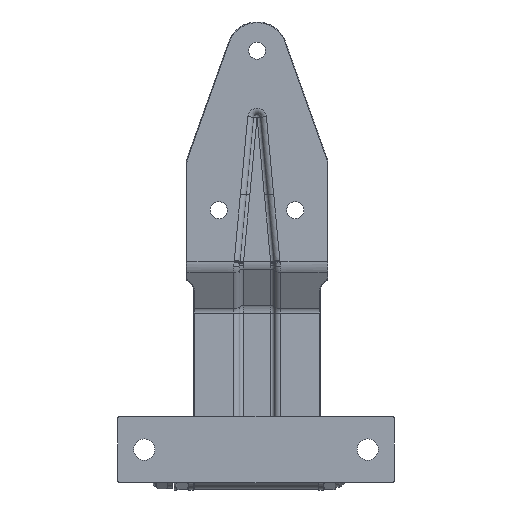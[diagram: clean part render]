
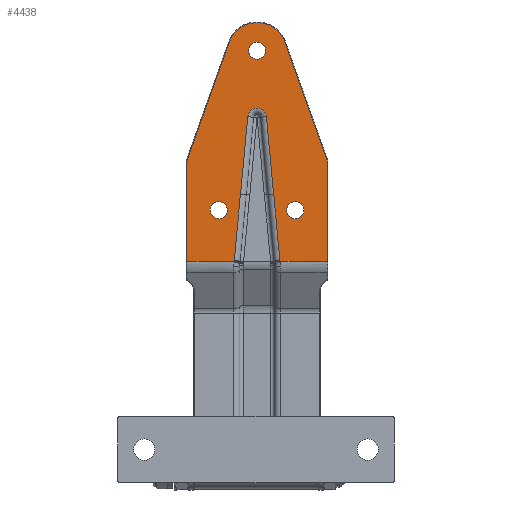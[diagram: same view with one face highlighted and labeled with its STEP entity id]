
A CAD part, front view. The second image highlights one B-rep face of the part: STEP entity #4438.
In plain terms, the highlighted face is planar.
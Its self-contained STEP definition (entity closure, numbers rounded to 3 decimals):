
#108=FACE_BOUND('',#933,.T.);
#109=FACE_BOUND('',#934,.T.);
#110=FACE_BOUND('',#935,.T.);
#155=PLANE('',#4945);
#644=FACE_OUTER_BOUND('',#932,.T.);
#932=EDGE_LOOP('',(#3723,#3724,#3725,#3726,#3727,#3728,#3729,#3730,#3731,
#3732,#3733,#3734,#3735,#3736,#3737,#3738,#3739,#3740,#3741,#3742));
#933=EDGE_LOOP('',(#3743));
#934=EDGE_LOOP('',(#3744));
#935=EDGE_LOOP('',(#3745));
#1137=LINE('',#8156,#1341);
#1155=LINE('',#8664,#1359);
#1159=LINE('',#8797,#1363);
#1161=LINE('',#8801,#1365);
#1162=LINE('',#8803,#1366);
#1163=LINE('',#8818,#1367);
#1174=LINE('',#8852,#1378);
#1175=LINE('',#8856,#1379);
#1176=LINE('',#8860,#1380);
#1177=LINE('',#8864,#1381);
#1178=LINE('',#8867,#1382);
#1179=LINE('',#8869,#1383);
#1180=LINE('',#8873,#1384);
#1181=LINE('',#8874,#1385);
#1341=VECTOR('',#5837,31.052);
#1359=VECTOR('',#6005,0.228);
#1363=VECTOR('',#6039,0.228);
#1365=VECTOR('',#6045,22.188);
#1366=VECTOR('',#6048,22.188);
#1367=VECTOR('',#6065,31.052);
#1378=VECTOR('',#6100,46.547);
#1379=VECTOR('',#6105,46.547);
#1380=VECTOR('',#6108,57.936);
#1381=VECTOR('',#6111,57.936);
#1382=VECTOR('',#6114,0.069);
#1383=VECTOR('',#6115,36.851);
#1384=VECTOR('',#6118,36.851);
#1385=VECTOR('',#6119,0.069);
#1492=CIRCLE('',#4667,4.);
#1639=CIRCLE('',#4901,5.127);
#1642=CIRCLE('',#4904,5.127);
#1655=CIRCLE('',#4926,4.);
#1657=CIRCLE('',#4929,4.);
#1664=CIRCLE('',#4946,5.7);
#1665=CIRCLE('',#4947,13.95);
#1666=CIRCLE('',#4948,5.7);
#1667=CIRCLE('',#4949,4.4);
#1810=VERTEX_POINT('',#7123);
#1922=VERTEX_POINT('',#8150);
#1924=VERTEX_POINT('',#8154);
#1937=VERTEX_POINT('',#8242);
#1940=VERTEX_POINT('',#8250);
#1970=VERTEX_POINT('',#8614);
#1971=VERTEX_POINT('',#8616);
#1972=VERTEX_POINT('',#8639);
#1973=VERTEX_POINT('',#8662);
#1979=VERTEX_POINT('',#8774);
#1981=VERTEX_POINT('',#8807);
#1983=VERTEX_POINT('',#8812);
#1984=VERTEX_POINT('',#8815);
#1996=VERTEX_POINT('',#8851);
#1997=VERTEX_POINT('',#8855);
#1998=VERTEX_POINT('',#8857);
#1999=VERTEX_POINT('',#8859);
#2000=VERTEX_POINT('',#8861);
#2001=VERTEX_POINT('',#8863);
#2002=VERTEX_POINT('',#8866);
#2003=VERTEX_POINT('',#8868);
#2004=VERTEX_POINT('',#8870);
#2005=VERTEX_POINT('',#8872);
#2302=EDGE_CURVE('',#1810,#1810,#1492,.T.);
#2489=EDGE_CURVE('',#1924,#1922,#1137,.T.);
#2566=EDGE_CURVE('',#1970,#1971,#1639,.T.);
#2569=EDGE_CURVE('',#1972,#1924,#1642,.T.);
#2571=EDGE_CURVE('',#1973,#1972,#1155,.T.);
#2587=EDGE_CURVE('',#1971,#1979,#1159,.T.);
#2589=EDGE_CURVE('',#1979,#1940,#1161,.T.);
#2590=EDGE_CURVE('',#1937,#1973,#1162,.T.);
#2592=EDGE_CURVE('',#1981,#1981,#1655,.T.);
#2594=EDGE_CURVE('',#1983,#1983,#1657,.T.);
#2596=EDGE_CURVE('',#1984,#1970,#1163,.T.);
#2613=EDGE_CURVE('',#1940,#1996,#1174,.T.);
#2615=EDGE_CURVE('',#1997,#1937,#1175,.T.);
#2616=EDGE_CURVE('',#1998,#1997,#1664,.T.);
#2617=EDGE_CURVE('',#1999,#1998,#1176,.T.);
#2618=EDGE_CURVE('',#2000,#1999,#1665,.T.);
#2619=EDGE_CURVE('',#2001,#2000,#1177,.T.);
#2620=EDGE_CURVE('',#1996,#2001,#1666,.T.);
#2621=EDGE_CURVE('',#1984,#2002,#1178,.T.);
#2622=EDGE_CURVE('',#2003,#2002,#1179,.T.);
#2623=EDGE_CURVE('',#2004,#2003,#1667,.T.);
#2624=EDGE_CURVE('',#2005,#2004,#1180,.T.);
#2625=EDGE_CURVE('',#2005,#1922,#1181,.T.);
#3723=ORIENTED_EDGE('',*,*,#2615,.F.);
#3724=ORIENTED_EDGE('',*,*,#2616,.F.);
#3725=ORIENTED_EDGE('',*,*,#2617,.F.);
#3726=ORIENTED_EDGE('',*,*,#2618,.F.);
#3727=ORIENTED_EDGE('',*,*,#2619,.F.);
#3728=ORIENTED_EDGE('',*,*,#2620,.F.);
#3729=ORIENTED_EDGE('',*,*,#2613,.F.);
#3730=ORIENTED_EDGE('',*,*,#2589,.F.);
#3731=ORIENTED_EDGE('',*,*,#2587,.F.);
#3732=ORIENTED_EDGE('',*,*,#2566,.F.);
#3733=ORIENTED_EDGE('',*,*,#2596,.F.);
#3734=ORIENTED_EDGE('',*,*,#2621,.T.);
#3735=ORIENTED_EDGE('',*,*,#2622,.F.);
#3736=ORIENTED_EDGE('',*,*,#2623,.F.);
#3737=ORIENTED_EDGE('',*,*,#2624,.F.);
#3738=ORIENTED_EDGE('',*,*,#2625,.T.);
#3739=ORIENTED_EDGE('',*,*,#2489,.F.);
#3740=ORIENTED_EDGE('',*,*,#2569,.F.);
#3741=ORIENTED_EDGE('',*,*,#2571,.F.);
#3742=ORIENTED_EDGE('',*,*,#2590,.F.);
#3743=ORIENTED_EDGE('',*,*,#2302,.T.);
#3744=ORIENTED_EDGE('',*,*,#2594,.T.);
#3745=ORIENTED_EDGE('',*,*,#2592,.T.);
#4438=ADVANCED_FACE('',(#644,#108,#109,#110),#155,.T.);
#4667=AXIS2_PLACEMENT_3D('',#7124,#5440,#5441);
#4901=AXIS2_PLACEMENT_3D('',#8617,#5995,#5996);
#4904=AXIS2_PLACEMENT_3D('',#8641,#6001,#6002);
#4926=AXIS2_PLACEMENT_3D('',#8808,#6053,#6054);
#4929=AXIS2_PLACEMENT_3D('',#8813,#6059,#6060);
#4945=AXIS2_PLACEMENT_3D('',#8854,#6103,#6104);
#4946=AXIS2_PLACEMENT_3D('',#8858,#6106,#6107);
#4947=AXIS2_PLACEMENT_3D('',#8862,#6109,#6110);
#4948=AXIS2_PLACEMENT_3D('',#8865,#6112,#6113);
#4949=AXIS2_PLACEMENT_3D('',#8871,#6116,#6117);
#5440=DIRECTION('center_axis',(0.,0.,1.));
#5441=DIRECTION('ref_axis',(-1.,0.,0.));
#5837=DIRECTION('',(-0.092,-0.996,0.));
#5995=DIRECTION('center_axis',(0.,0.,
1.));
#5996=DIRECTION('ref_axis',(0.992,0.129,0.));
#6001=DIRECTION('center_axis',(0.,0.,
1.));
#6002=DIRECTION('ref_axis',(-0.996,0.092,0.));
#6005=DIRECTION('',(-0.129,-0.992,0.));
#6039=DIRECTION('',(-0.129,0.992,0.));
#6045=DIRECTION('',(-1.,0.,0.));
#6048=DIRECTION('',(-1.,0.,0.));
#6053=DIRECTION('center_axis',(0.,0.,1.));
#6054=DIRECTION('ref_axis',(1.,0.,0.));
#6059=DIRECTION('center_axis',(0.,0.,1.));
#6060=DIRECTION('ref_axis',(1.,0.,0.));
#6065=DIRECTION('',(-0.092,0.996,0.));
#6100=DIRECTION('',(0.,-1.,0.));
#6103=DIRECTION('center_axis',(0.,0.,-1.));
#6104=DIRECTION('ref_axis',(0.,1.,0.));
#6105=DIRECTION('',(0.,1.,0.));
#6106=DIRECTION('center_axis',(0.,0.,1.));
#6107=DIRECTION('ref_axis',(0.985,-0.171,0.));
#6108=DIRECTION('',(0.336,0.942,0.));
#6109=DIRECTION('center_axis',(0.,0.,1.));
#6110=DIRECTION('ref_axis',(0.,-1.,0.));
#6111=DIRECTION('',(0.336,-0.942,0.));
#6112=DIRECTION('center_axis',(0.,0.,1.));
#6113=DIRECTION('ref_axis',(-0.985,-0.171,0.));
#6114=DIRECTION('',(1.,0.,0.));
#6115=DIRECTION('',(-0.092,0.996,0.));
#6116=DIRECTION('center_axis',(0.,0.,-1.));
#6117=DIRECTION('ref_axis',(0.,-1.,0.));
#6118=DIRECTION('',(-0.092,-0.996,0.));
#6119=DIRECTION('',(1.,0.,0.));
#7123=CARTESIAN_POINT('',(4.,-187.5,0.));
#7124=CARTESIAN_POINT('Origin',(0.,-187.5,0.));
#8150=CARTESIAN_POINT('',(7.848,-119.75,0.));
#8154=CARTESIAN_POINT('',(10.711,-88.831,0.));
#8156=CARTESIAN_POINT('',(3.699,-164.561,0.));
#8242=CARTESIAN_POINT('',(32.95,-88.414,0.));
#8250=CARTESIAN_POINT('',(-32.95,-88.414,0.));
#8614=CARTESIAN_POINT('',(-10.711,-88.831,0.));
#8616=CARTESIAN_POINT('',(-10.732,-88.64,0.));
#8617=CARTESIAN_POINT('Origin',(-15.816,-89.303,0.));
#8639=CARTESIAN_POINT('',(10.732,-88.64,0.));
#8641=CARTESIAN_POINT('Origin',(15.816,-89.303,0.));
#8662=CARTESIAN_POINT('',(10.762,-88.414,0.));
#8664=CARTESIAN_POINT('',(10.762,-88.414,0.));
#8774=CARTESIAN_POINT('',(-10.762,-88.414,0.));
#8797=CARTESIAN_POINT('',(-10.732,-88.64,0.));
#8801=CARTESIAN_POINT('',(0.,-88.414,0.));
#8803=CARTESIAN_POINT('',(0.,-88.414,0.));
#8807=CARTESIAN_POINT('',(-22.,-112.5,0.));
#8808=CARTESIAN_POINT('Origin',(-18.,-112.5,0.));
#8812=CARTESIAN_POINT('',(14.,-112.5,0.));
#8813=CARTESIAN_POINT('Origin',(18.,-112.5,0.));
#8815=CARTESIAN_POINT('',(-7.848,-119.75,0.));
#8818=CARTESIAN_POINT('',(-3.699,-164.561,0.));
#8851=CARTESIAN_POINT('',(-32.95,-134.961,0.));
#8852=CARTESIAN_POINT('',(-32.95,-145.875,0.));
#8854=CARTESIAN_POINT('Origin',(0.,-201.,0.));
#8855=CARTESIAN_POINT('',(32.95,-134.961,0.));
#8856=CARTESIAN_POINT('',(32.95,-146.625,0.));
#8857=CARTESIAN_POINT('',(32.618,-136.878,0.));
#8858=CARTESIAN_POINT('Origin',(27.25,-134.961,0.));
#8859=CARTESIAN_POINT('',(13.138,-191.441,0.));
#8860=CARTESIAN_POINT('',(20.796,-169.989,0.));
#8861=CARTESIAN_POINT('',(-13.138,-191.441,0.));
#8862=CARTESIAN_POINT('Origin',(0.,-186.75,0.));
#8863=CARTESIAN_POINT('',(-32.618,-136.878,0.));
#8864=CARTESIAN_POINT('',(-10.882,-197.76,0.));
#8865=CARTESIAN_POINT('Origin',(-27.25,-134.961,0.));
#8866=CARTESIAN_POINT('',(-7.779,-119.75,0.));
#8867=CARTESIAN_POINT('',(0.001,-119.75,0.));
#8868=CARTESIAN_POINT('',(-4.381,-156.444,0.));
#8869=CARTESIAN_POINT('',(-3.699,-163.811,0.));
#8870=CARTESIAN_POINT('',(4.381,-156.444,0.));
#8871=CARTESIAN_POINT('Origin',(0.,-156.038,
0.));
#8872=CARTESIAN_POINT('',(7.779,-119.75,0.));
#8873=CARTESIAN_POINT('',(3.699,-163.811,0.));
#8874=CARTESIAN_POINT('',(0.001,-119.75,0.));
